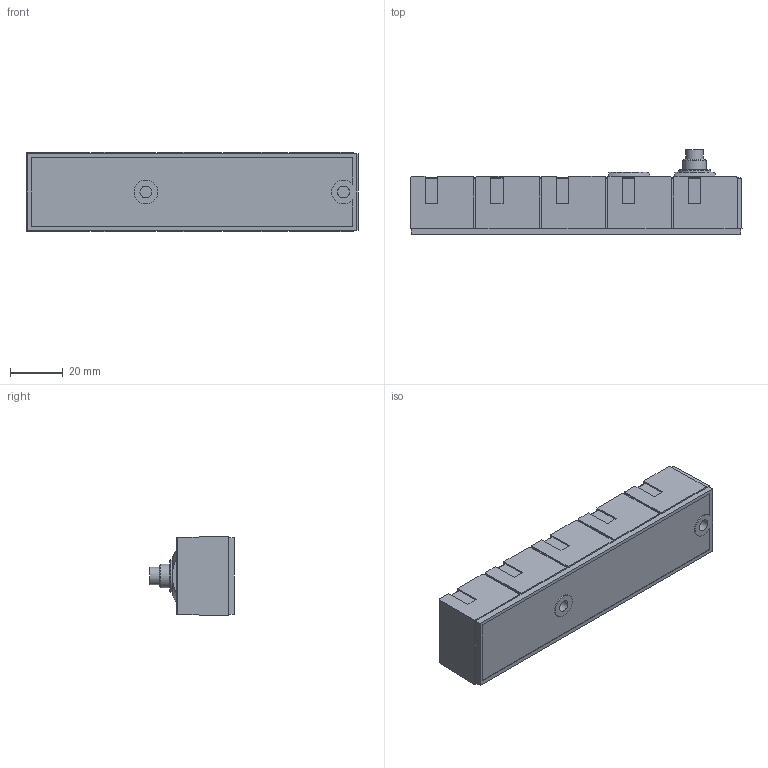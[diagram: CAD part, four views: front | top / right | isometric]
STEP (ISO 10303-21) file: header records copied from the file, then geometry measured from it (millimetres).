
FILE_DESCRIPTION(/* description */ ('STEP AP214'),/* implementation_level */ '2;1');
FILE_NAME(/* name */ '558387_CASM-S-D3-R7',/* time_stamp */ '2024-08-05T16:34:43+02:00',/* author */ ('License CC BY-ND 4.0'),/* organization */ ('CADENAS'),/* preprocessor_version */ 'ST-DEVELOPER v19.3',/* originating_system */ 'PARTsolutions',/* authorisation */ ' ');
FILE_SCHEMA (('AUTOMOTIVE_DESIGN {1 0 10303 214 3 1 1}'));
Length unit declared in the file: millimetre
Products named in the file (1): 558387 CASM-S-D3-R7
Bounding box: 126 x 32.2 x 30 mm (x, y, z)
Volume: 79015.8 mm3; surface area: 16115.8 mm2
Topology: 1 solids, 1 shells, 216 faces, 552 edges, 349 vertices
Faces by surface type: plane 161, cylinder 50, cone 3, torus 2
Full cylindrical faces by diameter (mm): 4.5 x2, 6 x1, 6.6 x1, 8.2 x1, 8.9 x1, 9 x1, 12.3 x1, 12.35 x1
Entity records: 6421 total; most frequent: CARTESIAN_POINT 1136, ORIENTED_EDGE 1080, DIRECTION 1079, EDGE_CURVE 540, LINE 419, VECTOR 419, VERTEX_POINT 349, AXIS2_PLACEMENT_3D 330
